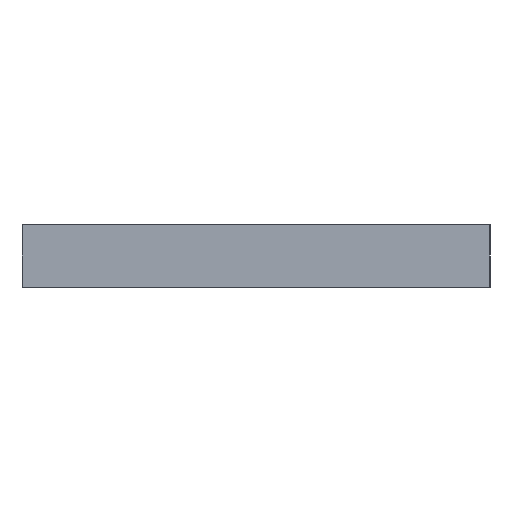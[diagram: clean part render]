
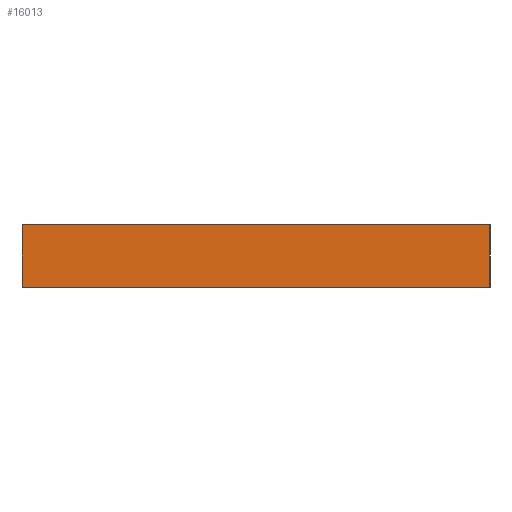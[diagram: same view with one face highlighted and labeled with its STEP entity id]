
A CAD part, left-side view. The second image highlights one B-rep face of the part: STEP entity #16013.
In plain terms, the highlighted planar face has unit normal (-1, 0, 0).
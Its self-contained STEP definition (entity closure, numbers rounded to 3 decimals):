
#83 = PLANE('',#84);
#84 = AXIS2_PLACEMENT_3D('',#85,#86,#87);
#85 = CARTESIAN_POINT('',(0.069,0.,1.6));
#86 = DIRECTION('',(0.,0.,1.));
#87 = DIRECTION('',(1.,0.,0.));
#137 = PLANE('',#138);
#138 = AXIS2_PLACEMENT_3D('',#139,#140,#141);
#139 = CARTESIAN_POINT('',(0.069,0.,
    0.));
#140 = DIRECTION('',(0.,0.,1.));
#141 = DIRECTION('',(1.,0.,0.));
#730 = VERTEX_POINT('',#731);
#731 = CARTESIAN_POINT('',(-21.5,6.,0.));
#745 = PLANE('',#746);
#746 = AXIS2_PLACEMENT_3D('',#747,#748,#749);
#747 = CARTESIAN_POINT('',(-18.4,6.,0.));
#748 = DIRECTION('',(0.,-1.,0.));
#749 = DIRECTION('',(-1.,0.,0.));
#757 = EDGE_CURVE('',#730,#758,#760,.T.);
#758 = VERTEX_POINT('',#759);
#759 = CARTESIAN_POINT('',(-21.5,-6.,0.));
#760 = SURFACE_CURVE('',#761,(#765,#772),.PCURVE_S1.);
#761 = LINE('',#762,#763);
#762 = CARTESIAN_POINT('',(-21.5,6.,0.));
#763 = VECTOR('',#764,1.);
#764 = DIRECTION('',(0.,-1.,0.));
#765 = PCURVE('',#137,#766);
#766 = DEFINITIONAL_REPRESENTATION('',(#767),#771);
#767 = LINE('',#768,#769);
#768 = CARTESIAN_POINT('',(-21.569,6.));
#769 = VECTOR('',#770,1.);
#770 = DIRECTION('',(0.,-1.));
#771 = ( GEOMETRIC_REPRESENTATION_CONTEXT(2) 
PARAMETRIC_REPRESENTATION_CONTEXT() REPRESENTATION_CONTEXT('2D SPACE',''
  ) );
#772 = PCURVE('',#773,#778);
#773 = PLANE('',#774);
#774 = AXIS2_PLACEMENT_3D('',#775,#776,#777);
#775 = CARTESIAN_POINT('',(-21.5,6.,0.));
#776 = DIRECTION('',(1.,0.,0.));
#777 = DIRECTION('',(0.,-1.,0.));
#778 = DEFINITIONAL_REPRESENTATION('',(#779),#783);
#779 = LINE('',#780,#781);
#780 = CARTESIAN_POINT('',(0.,0.));
#781 = VECTOR('',#782,1.);
#782 = DIRECTION('',(1.,0.));
#783 = ( GEOMETRIC_REPRESENTATION_CONTEXT(2) 
PARAMETRIC_REPRESENTATION_CONTEXT() REPRESENTATION_CONTEXT('2D SPACE',''
  ) );
#801 = PLANE('',#802);
#802 = AXIS2_PLACEMENT_3D('',#803,#804,#805);
#803 = CARTESIAN_POINT('',(-21.5,-6.,0.));
#804 = DIRECTION('',(0.,1.,0.));
#805 = DIRECTION('',(1.,0.,0.));
#9016 = VERTEX_POINT('',#9017);
#9017 = CARTESIAN_POINT('',(-21.5,6.,1.6));
#9038 = EDGE_CURVE('',#9016,#9039,#9041,.T.);
#9039 = VERTEX_POINT('',#9040);
#9040 = CARTESIAN_POINT('',(-21.5,-6.,1.6));
#9041 = SURFACE_CURVE('',#9042,(#9046,#9053),.PCURVE_S1.);
#9042 = LINE('',#9043,#9044);
#9043 = CARTESIAN_POINT('',(-21.5,6.,1.6));
#9044 = VECTOR('',#9045,1.);
#9045 = DIRECTION('',(0.,-1.,0.));
#9046 = PCURVE('',#83,#9047);
#9047 = DEFINITIONAL_REPRESENTATION('',(#9048),#9052);
#9048 = LINE('',#9049,#9050);
#9049 = CARTESIAN_POINT('',(-21.569,6.));
#9050 = VECTOR('',#9051,1.);
#9051 = DIRECTION('',(0.,-1.));
#9052 = ( GEOMETRIC_REPRESENTATION_CONTEXT(2) 
PARAMETRIC_REPRESENTATION_CONTEXT() REPRESENTATION_CONTEXT('2D SPACE',''
  ) );
#9053 = PCURVE('',#773,#9054);
#9054 = DEFINITIONAL_REPRESENTATION('',(#9055),#9059);
#9055 = LINE('',#9056,#9057);
#9056 = CARTESIAN_POINT('',(0.,-1.6));
#9057 = VECTOR('',#9058,1.);
#9058 = DIRECTION('',(1.,0.));
#9059 = ( GEOMETRIC_REPRESENTATION_CONTEXT(2) 
PARAMETRIC_REPRESENTATION_CONTEXT() REPRESENTATION_CONTEXT('2D SPACE',''
  ) );
#15963 = EDGE_CURVE('',#758,#9039,#15964,.T.);
#15964 = SURFACE_CURVE('',#15965,(#15969,#15976),.PCURVE_S1.);
#15965 = LINE('',#15966,#15967);
#15966 = CARTESIAN_POINT('',(-21.5,-6.,0.));
#15967 = VECTOR('',#15968,1.);
#15968 = DIRECTION('',(0.,0.,1.));
#15969 = PCURVE('',#801,#15970);
#15970 = DEFINITIONAL_REPRESENTATION('',(#15971),#15975);
#15971 = LINE('',#15972,#15973);
#15972 = CARTESIAN_POINT('',(0.,0.));
#15973 = VECTOR('',#15974,1.);
#15974 = DIRECTION('',(0.,-1.));
#15975 = ( GEOMETRIC_REPRESENTATION_CONTEXT(2) 
PARAMETRIC_REPRESENTATION_CONTEXT() REPRESENTATION_CONTEXT('2D SPACE',''
  ) );
#15976 = PCURVE('',#773,#15977);
#15977 = DEFINITIONAL_REPRESENTATION('',(#15978),#15982);
#15978 = LINE('',#15979,#15980);
#15979 = CARTESIAN_POINT('',(12.,0.));
#15980 = VECTOR('',#15981,1.);
#15981 = DIRECTION('',(0.,-1.));
#15982 = ( GEOMETRIC_REPRESENTATION_CONTEXT(2) 
PARAMETRIC_REPRESENTATION_CONTEXT() REPRESENTATION_CONTEXT('2D SPACE',''
  ) );
#16013 = ADVANCED_FACE('',(#16014),#773,.F.);
#16014 = FACE_BOUND('',#16015,.F.);
#16015 = EDGE_LOOP('',(#16016,#16037,#16038,#16039));
#16016 = ORIENTED_EDGE('',*,*,#16017,.T.);
#16017 = EDGE_CURVE('',#730,#9016,#16018,.T.);
#16018 = SURFACE_CURVE('',#16019,(#16023,#16030),.PCURVE_S1.);
#16019 = LINE('',#16020,#16021);
#16020 = CARTESIAN_POINT('',(-21.5,6.,0.));
#16021 = VECTOR('',#16022,1.);
#16022 = DIRECTION('',(0.,0.,1.));
#16023 = PCURVE('',#773,#16024);
#16024 = DEFINITIONAL_REPRESENTATION('',(#16025),#16029);
#16025 = LINE('',#16026,#16027);
#16026 = CARTESIAN_POINT('',(0.,0.));
#16027 = VECTOR('',#16028,1.);
#16028 = DIRECTION('',(0.,-1.));
#16029 = ( GEOMETRIC_REPRESENTATION_CONTEXT(2) 
PARAMETRIC_REPRESENTATION_CONTEXT() REPRESENTATION_CONTEXT('2D SPACE',''
  ) );
#16030 = PCURVE('',#745,#16031);
#16031 = DEFINITIONAL_REPRESENTATION('',(#16032),#16036);
#16032 = LINE('',#16033,#16034);
#16033 = CARTESIAN_POINT('',(3.1,0.));
#16034 = VECTOR('',#16035,1.);
#16035 = DIRECTION('',(0.,-1.));
#16036 = ( GEOMETRIC_REPRESENTATION_CONTEXT(2) 
PARAMETRIC_REPRESENTATION_CONTEXT() REPRESENTATION_CONTEXT('2D SPACE',''
  ) );
#16037 = ORIENTED_EDGE('',*,*,#9038,.T.);
#16038 = ORIENTED_EDGE('',*,*,#15963,.F.);
#16039 = ORIENTED_EDGE('',*,*,#757,.F.);
